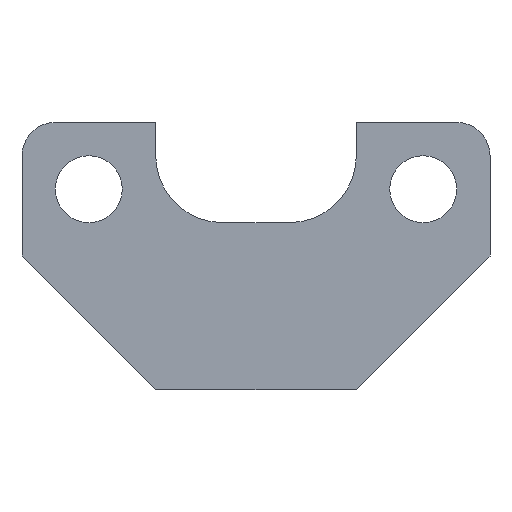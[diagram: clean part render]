
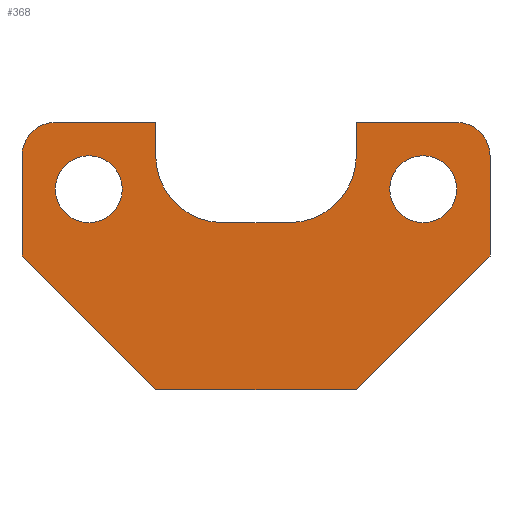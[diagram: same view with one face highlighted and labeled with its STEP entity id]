
A CAD part, front view. The second image highlights one B-rep face of the part: STEP entity #368.
In plain terms, the highlighted planar face has unit normal (0, -1, 0).
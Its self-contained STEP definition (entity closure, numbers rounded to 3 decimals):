
#16=FACE_BOUND('',#68,.T.);
#17=FACE_BOUND('',#69,.T.);
#29=PLANE('',#412);
#47=FACE_OUTER_BOUND('',#67,.T.);
#67=EDGE_LOOP('',(#314,#315,#316,#317,#318,#319,#320,#321,#322,#323,#324,
#325,#326,#327));
#68=EDGE_LOOP('',(#328));
#69=EDGE_LOOP('',(#329));
#72=LINE('',#527,#108);
#76=LINE('',#535,#112);
#80=LINE('',#547,#116);
#83=LINE('',#553,#119);
#87=LINE('',#565,#123);
#91=LINE('',#577,#127);
#94=LINE('',#583,#130);
#98=LINE('',#595,#134);
#101=LINE('',#601,#137);
#104=LINE('',#606,#140);
#108=VECTOR('',#431,10.);
#112=VECTOR('',#437,10.);
#116=VECTOR('',#449,10.);
#119=VECTOR('',#454,10.);
#123=VECTOR('',#466,10.);
#127=VECTOR('',#478,10.);
#130=VECTOR('',#483,10.);
#134=VECTOR('',#495,10.);
#137=VECTOR('',#500,10.);
#140=VECTOR('',#505,10.);
#143=CIRCLE('',#385,5.);
#145=CIRCLE('',#388,5.);
#146=CIRCLE('',#392,5.);
#148=CIRCLE('',#397,10.);
#150=CIRCLE('',#401,10.);
#152=CIRCLE('',#406,5.);
#155=VERTEX_POINT('',#515);
#157=VERTEX_POINT('',#521);
#158=VERTEX_POINT('',#525);
#159=VERTEX_POINT('',#526);
#162=VERTEX_POINT('',#534);
#164=VERTEX_POINT('',#540);
#166=VERTEX_POINT('',#546);
#168=VERTEX_POINT('',#552);
#170=VERTEX_POINT('',#558);
#172=VERTEX_POINT('',#564);
#174=VERTEX_POINT('',#570);
#176=VERTEX_POINT('',#576);
#178=VERTEX_POINT('',#582);
#180=VERTEX_POINT('',#588);
#182=VERTEX_POINT('',#594);
#184=VERTEX_POINT('',#600);
#188=EDGE_CURVE('',#155,#155,#143,.T.);
#191=EDGE_CURVE('',#157,#157,#145,.T.);
#192=EDGE_CURVE('',#158,#159,#72,.T.);
#196=EDGE_CURVE('',#159,#162,#76,.T.);
#199=EDGE_CURVE('',#164,#162,#146,.T.);
#202=EDGE_CURVE('',#164,#166,#80,.T.);
#205=EDGE_CURVE('',#166,#168,#83,.T.);
#208=EDGE_CURVE('',#168,#170,#148,.T.);
#211=EDGE_CURVE('',#172,#170,#87,.T.);
#214=EDGE_CURVE('',#172,#174,#150,.T.);
#217=EDGE_CURVE('',#176,#174,#91,.T.);
#220=EDGE_CURVE('',#178,#176,#94,.T.);
#223=EDGE_CURVE('',#180,#178,#152,.T.);
#226=EDGE_CURVE('',#182,#180,#98,.T.);
#229=EDGE_CURVE('',#184,#182,#101,.T.);
#232=EDGE_CURVE('',#184,#158,#104,.T.);
#314=ORIENTED_EDGE('',*,*,#232,.T.);
#315=ORIENTED_EDGE('',*,*,#192,.T.);
#316=ORIENTED_EDGE('',*,*,#196,.T.);
#317=ORIENTED_EDGE('',*,*,#199,.F.);
#318=ORIENTED_EDGE('',*,*,#202,.T.);
#319=ORIENTED_EDGE('',*,*,#205,.T.);
#320=ORIENTED_EDGE('',*,*,#208,.T.);
#321=ORIENTED_EDGE('',*,*,#211,.F.);
#322=ORIENTED_EDGE('',*,*,#214,.T.);
#323=ORIENTED_EDGE('',*,*,#217,.F.);
#324=ORIENTED_EDGE('',*,*,#220,.F.);
#325=ORIENTED_EDGE('',*,*,#223,.F.);
#326=ORIENTED_EDGE('',*,*,#226,.F.);
#327=ORIENTED_EDGE('',*,*,#229,.F.);
#328=ORIENTED_EDGE('',*,*,#191,.F.);
#329=ORIENTED_EDGE('',*,*,#188,.F.);
#368=ADVANCED_FACE('',(#47,#16,#17),#29,.F.);
#385=AXIS2_PLACEMENT_3D('',#517,#420,#421);
#388=AXIS2_PLACEMENT_3D('',#523,#427,#428);
#392=AXIS2_PLACEMENT_3D('',#541,#442,#443);
#397=AXIS2_PLACEMENT_3D('',#559,#459,#460);
#401=AXIS2_PLACEMENT_3D('',#571,#471,#472);
#406=AXIS2_PLACEMENT_3D('',#589,#488,#489);
#412=AXIS2_PLACEMENT_3D('',#609,#509,#510);
#420=DIRECTION('center_axis',(0.,-1.,0.));
#421=DIRECTION('ref_axis',(1.,0.,0.));
#427=DIRECTION('center_axis',(0.,-1.,0.));
#428=DIRECTION('ref_axis',(1.,0.,0.));
#431=DIRECTION('',(0.707,0.,0.707));
#437=DIRECTION('',(0.,0.,1.));
#442=DIRECTION('center_axis',(0.,1.,0.));
#443=DIRECTION('ref_axis',(0.,0.,1.));
#449=DIRECTION('',(-1.,0.,0.));
#454=DIRECTION('',(0.,0.,-1.));
#459=DIRECTION('center_axis',(0.,1.,0.));
#460=DIRECTION('ref_axis',(1.,0.,0.));
#466=DIRECTION('',(1.,0.,0.));
#471=DIRECTION('center_axis',(0.,1.,0.));
#472=DIRECTION('ref_axis',(0.,0.,-1.));
#478=DIRECTION('',(0.,0.,-1.));
#483=DIRECTION('',(1.,0.,0.));
#488=DIRECTION('center_axis',(0.,1.,0.));
#489=DIRECTION('ref_axis',(-1.,0.,0.));
#495=DIRECTION('',(0.,0.,1.));
#500=DIRECTION('',(-0.707,0.,0.707));
#505=DIRECTION('',(1.,0.,0.));
#509=DIRECTION('center_axis',(0.,1.,0.));
#510=DIRECTION('ref_axis',(1.,0.,0.));
#515=CARTESIAN_POINT('',(-30.,0.,30.));
#517=CARTESIAN_POINT('Origin',(-25.,0.,30.));
#521=CARTESIAN_POINT('',(20.,0.,30.));
#523=CARTESIAN_POINT('Origin',(25.,0.,30.));
#525=CARTESIAN_POINT('',(15.,0.,0.));
#526=CARTESIAN_POINT('',(35.,0.,20.));
#527=CARTESIAN_POINT('',(15.,0.,0.));
#534=CARTESIAN_POINT('',(35.,0.,35.));
#535=CARTESIAN_POINT('',(35.,0.,20.));
#540=CARTESIAN_POINT('',(30.,0.,40.));
#541=CARTESIAN_POINT('Origin',(30.,0.,35.));
#546=CARTESIAN_POINT('',(15.,0.,40.));
#547=CARTESIAN_POINT('',(30.,0.,40.));
#552=CARTESIAN_POINT('',(15.,0.,35.));
#553=CARTESIAN_POINT('',(15.,0.,40.));
#558=CARTESIAN_POINT('',(5.,0.,25.));
#559=CARTESIAN_POINT('Origin',(5.,0.,35.));
#564=CARTESIAN_POINT('',(-5.,0.,25.));
#565=CARTESIAN_POINT('',(-5.,0.,25.));
#570=CARTESIAN_POINT('',(-15.,0.,35.));
#571=CARTESIAN_POINT('Origin',(-5.,0.,35.));
#576=CARTESIAN_POINT('',(-15.,0.,40.));
#577=CARTESIAN_POINT('',(-15.,0.,40.));
#582=CARTESIAN_POINT('',(-30.,0.,40.));
#583=CARTESIAN_POINT('',(-30.,0.,40.));
#588=CARTESIAN_POINT('',(-35.,0.,35.));
#589=CARTESIAN_POINT('Origin',(-30.,0.,35.));
#594=CARTESIAN_POINT('',(-35.,0.,20.));
#595=CARTESIAN_POINT('',(-35.,0.,20.));
#600=CARTESIAN_POINT('',(-15.,0.,0.));
#601=CARTESIAN_POINT('',(-15.,0.,0.));
#606=CARTESIAN_POINT('',(0.,0.,0.));
#609=CARTESIAN_POINT('Origin',(0.,0.,20.));
